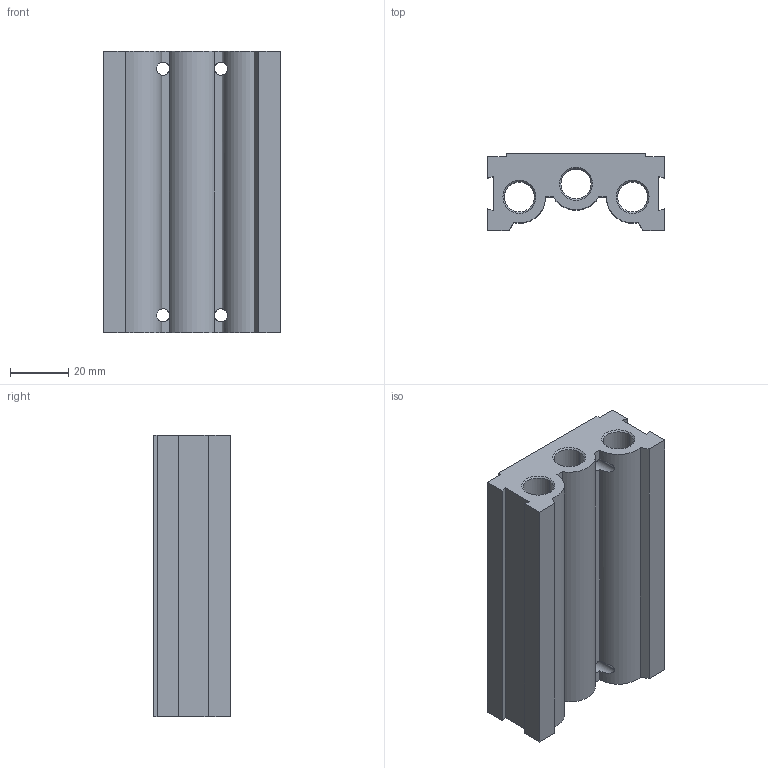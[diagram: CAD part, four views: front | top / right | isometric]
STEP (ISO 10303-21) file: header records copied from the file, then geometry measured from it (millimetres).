
FILE_DESCRIPTION (( 'STEP AP203' ), '1' );
FILE_NAME ('MF2500-04.STEP', '2016-05-09T05:46:43', ( '' ), ( '' ), 'SwSTEP 2.0', 'SolidWorks 2008', '' );
FILE_SCHEMA (( 'CONFIG_CONTROL_DESIGN' ));
Length unit declared in the file: millimetre
Products named in the file (1): MF2500-04
Bounding box: 61 x 26.5 x 97 mm (x, y, z)
Volume: 90626.8 mm3; surface area: 34892.9 mm2
Topology: 1 solids, 1 shells, 124 faces, 330 edges, 216 vertices
Faces by surface type: cylinder 65, plane 47, cone 12
Entity records: 4713 total; most frequent: CARTESIAN_POINT 1419, DIRECTION 674, ORIENTED_EDGE 660, EDGE_CURVE 330, AXIS2_PLACEMENT_3D 259, VERTEX_POINT 216, EDGE_LOOP 170, LINE 156
